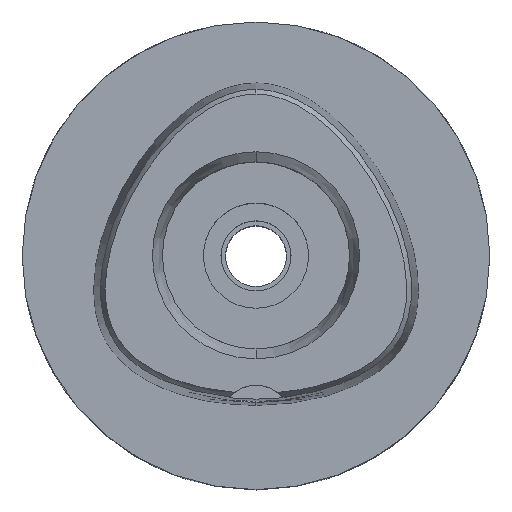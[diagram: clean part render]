
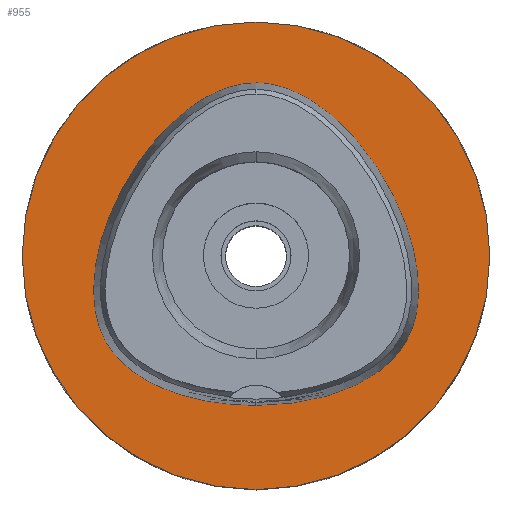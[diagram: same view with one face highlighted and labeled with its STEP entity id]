
A CAD part, top view. The second image highlights one B-rep face of the part: STEP entity #955.
In plain terms, the highlighted planar face has unit normal (0, 0, 1).
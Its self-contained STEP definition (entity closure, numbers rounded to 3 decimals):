
#136 = CIRCLE ( 'NONE', #1283, 40. ) ;
#184 = CARTESIAN_POINT ( 'NONE',  ( 26.349, -13.395, 0. ) ) ;
#189 = CARTESIAN_POINT ( 'NONE',  ( 0., 29.575, 0. ) ) ;
#249 = CARTESIAN_POINT ( 'NONE',  ( 0., 40., 0. ) ) ;
#265 = CARTESIAN_POINT ( 'NONE',  ( 11.74, -24.136, 0. ) ) ;
#295 = CARTESIAN_POINT ( 'NONE',  ( -15.298, -22.965, 0. ) ) ;
#323 = CARTESIAN_POINT ( 'NONE',  ( 0., 0., 0. ) ) ;
#438 = ORIENTED_EDGE ( 'NONE', *, *, #2840, .F. ) ;
#568 = CARTESIAN_POINT ( 'NONE',  ( 23.433, -17.764, 0. ) ) ;
#591 = CARTESIAN_POINT ( 'NONE',  ( 27.537, -1.766, 0. ) ) ;
#955 = ADVANCED_FACE ( 'NONE', ( #5057, #3475 ), #2699, .F. ) ;
#973 = CARTESIAN_POINT ( 'NONE',  ( 3.149, 29.34, 0. ) ) ;
#978 = CARTESIAN_POINT ( 'NONE',  ( -18.55, -21.454, 0. ) ) ;
#999 = CARTESIAN_POINT ( 'NONE',  ( 27.684, -8.752, 0. ) ) ;
#1005 = CARTESIAN_POINT ( 'NONE',  ( -23.433, -17.764, 0. ) ) ;
#1035 = CARTESIAN_POINT ( 'NONE',  ( -25.209, 6.827, 0. ) ) ;
#1058 = CARTESIAN_POINT ( 'NONE',  ( 27.101, -11.411, 0. ) ) ;
#1128 = EDGE_LOOP ( 'NONE', ( #438, #2671 ) ) ;
#1138 = DIRECTION ( 'NONE',  ( 0., -1., 0. ) ) ;
#1211 = EDGE_LOOP ( 'NONE', ( #2051, #2899 ) ) ;
#1283 = AXIS2_PLACEMENT_3D ( 'NONE', #5001, #2539, #2619 ) ;
#1288 = AXIS2_PLACEMENT_3D ( 'NONE', #4337, #2702, #4262 ) ;
#1360 = CARTESIAN_POINT ( 'NONE',  ( 13.218, 24.044, 0. ) ) ;
#1426 = EDGE_CURVE ( 'NONE', #4817, #4561, #136, .T. ) ;
#1432 = EDGE_CURVE ( 'NONE', #1907, #1895, #1991, .T. ) ;
#1437 = CARTESIAN_POINT ( 'NONE',  ( 24.775, -16.122, 0. ) ) ;
#1669 = CARTESIAN_POINT ( 'NONE',  ( 0., -25.575, 0. ) ) ;
#1766 = CARTESIAN_POINT ( 'NONE',  ( -3.149, 29.34, 0. ) ) ;
#1794 = CARTESIAN_POINT ( 'NONE',  ( -6.692, -25.245, 0. ) ) ;
#1817 = CARTESIAN_POINT ( 'NONE',  ( 17.753, 19.522, 0. ) ) ;
#1842 = CARTESIAN_POINT ( 'NONE',  ( 18.55, -21.454, 0. ) ) ;
#1848 = CARTESIAN_POINT ( 'NONE',  ( -27.855, -5.338, 0. ) ) ;
#1895 = VERTEX_POINT ( 'NONE', #3244 ) ;
#1907 = VERTEX_POINT ( 'NONE', #1669 ) ;
#1991 = B_SPLINE_CURVE_WITH_KNOTS ( 'NONE', 3,
 ( #2234, #4203, #2949, #265, #4559, #1842, #4532, #568, #1437, #3032, #184, #1058, #999, #2589, #591, #2923, #4226, #2151, #1817, #1360, #3387, #4172, #973, #4145, #2645 ),
 .UNSPECIFIED., .F., .F.,
 ( 4, 1, 1, 1, 1, 1, 1, 1, 1, 1, 1, 1, 1, 1, 1, 1, 1, 1, 1, 1, 1, 1, 4 ),
 ( 0., 0.083, 0.125, 0.167, 0.208, 0.25, 0.292, 0.313, 0.333, 0.354, 0.375, 0.417, 0.458, 0.5, 0.542, 0.583, 0.667, 0.75, 0.833, 0.875, 0.917, 0.958, 1. ),
 .UNSPECIFIED. ) ;
#2051 = ORIENTED_EDGE ( 'NONE', *, *, #1426, .F. ) ;
#2080 = AXIS2_PLACEMENT_3D ( 'NONE', #323, #4359, #1138 ) ;
#2151 = CARTESIAN_POINT ( 'NONE',  ( 22.339, 12.897, 0. ) ) ;
#2155 = CARTESIAN_POINT ( 'NONE',  ( -22.339, 12.897, 0. ) ) ;
#2234 = CARTESIAN_POINT ( 'NONE',  ( 0., -25.575, 0. ) ) ;
#2539 = DIRECTION ( 'NONE',  ( 0., 0., -1. ) ) ;
#2544 = CARTESIAN_POINT ( 'NONE',  ( -25.638, -14.802, 0. ) ) ;
#2568 = CARTESIAN_POINT ( 'NONE',  ( -2.677, -25.575, 0. ) ) ;
#2589 = CARTESIAN_POINT ( 'NONE',  ( 27.855, -5.338, 0. ) ) ;
#2619 = DIRECTION ( 'NONE',  ( 0., 1., 0. ) ) ;
#2645 = CARTESIAN_POINT ( 'NONE',  ( 0., 29.575, 0. ) ) ;
#2671 = ORIENTED_EDGE ( 'NONE', *, *, #1432, .F. ) ;
#2699 = PLANE ( 'NONE',  #2080 ) ;
#2702 = DIRECTION ( 'NONE',  ( 0., 0., -1. ) ) ;
#2840 = EDGE_CURVE ( 'NONE', #1895, #1907, #3706, .T. ) ;
#2899 = ORIENTED_EDGE ( 'NONE', *, *, #4400, .F. ) ;
#2923 = CARTESIAN_POINT ( 'NONE',  ( 26.772, 1.9, 0. ) ) ;
#2927 = CARTESIAN_POINT ( 'NONE',  ( -17.753, 19.522, 0. ) ) ;
#2949 = CARTESIAN_POINT ( 'NONE',  ( 6.692, -25.245, 0. ) ) ;
#2955 = CARTESIAN_POINT ( 'NONE',  ( -13.218, 24.044, 0. ) ) ;
#3032 = CARTESIAN_POINT ( 'NONE',  ( 25.638, -14.802, 0. ) ) ;
#3039 = CARTESIAN_POINT ( 'NONE',  ( -24.775, -16.122, 0. ) ) ;
#3218 = CARTESIAN_POINT ( 'NONE',  ( 0., -40., 0. ) ) ;
#3244 = CARTESIAN_POINT ( 'NONE',  ( 0., 29.575, 0. ) ) ;
#3336 = CARTESIAN_POINT ( 'NONE',  ( -26.772, 1.9, 0. ) ) ;
#3387 = CARTESIAN_POINT ( 'NONE',  ( 9.305, 26.792, 0. ) ) ;
#3475 = FACE_BOUND ( 'NONE', #1128, .T. ) ;
#3706 = B_SPLINE_CURVE_WITH_KNOTS ( 'NONE', 3,
 ( #189, #4564, #1766, #3815, #4592, #2955, #2927, #2155, #1035, #3336, #4926, #1848, #3840, #4152, #4538, #2544, #3039, #1005, #5007, #978, #295, #3756, #1794, #2568, #4209 ),
 .UNSPECIFIED., .F., .F.,
 ( 4, 1, 1, 1, 1, 1, 1, 1, 1, 1, 1, 1, 1, 1, 1, 1, 1, 1, 1, 1, 1, 1, 4 ),
 ( 0., 0.042, 0.083, 0.125, 0.167, 0.25, 0.333, 0.417, 0.458, 0.5, 0.542, 0.583, 0.625, 0.646, 0.667, 0.688, 0.708, 0.75, 0.792, 0.833, 0.875, 0.917, 1. ),
 .UNSPECIFIED. ) ;
#3756 = CARTESIAN_POINT ( 'NONE',  ( -11.74, -24.136, 0. ) ) ;
#3776 = CIRCLE ( 'NONE', #1288, 40. ) ;
#3815 = CARTESIAN_POINT ( 'NONE',  ( -6.262, 28.351, 0. ) ) ;
#3840 = CARTESIAN_POINT ( 'NONE',  ( -27.684, -8.752, 0. ) ) ;
#4145 = CARTESIAN_POINT ( 'NONE',  ( 1.05, 29.575, 0. ) ) ;
#4152 = CARTESIAN_POINT ( 'NONE',  ( -27.101, -11.411, 0. ) ) ;
#4172 = CARTESIAN_POINT ( 'NONE',  ( 6.262, 28.351, 0. ) ) ;
#4203 = CARTESIAN_POINT ( 'NONE',  ( 2.677, -25.575, 0. ) ) ;
#4209 = CARTESIAN_POINT ( 'NONE',  ( 0., -25.575, 0. ) ) ;
#4226 = CARTESIAN_POINT ( 'NONE',  ( 25.209, 6.827, 0. ) ) ;
#4262 = DIRECTION ( 'NONE',  ( 0., -1., 0. ) ) ;
#4337 = CARTESIAN_POINT ( 'NONE',  ( 0., 0., 0. ) ) ;
#4359 = DIRECTION ( 'NONE',  ( 0., 0., -1. ) ) ;
#4400 = EDGE_CURVE ( 'NONE', #4561, #4817, #3776, .T. ) ;
#4532 = CARTESIAN_POINT ( 'NONE',  ( 21.421, -19.599, 0. ) ) ;
#4538 = CARTESIAN_POINT ( 'NONE',  ( -26.349, -13.395, 0. ) ) ;
#4559 = CARTESIAN_POINT ( 'NONE',  ( 15.298, -22.965, 0. ) ) ;
#4561 = VERTEX_POINT ( 'NONE', #3218 ) ;
#4564 = CARTESIAN_POINT ( 'NONE',  ( -1.05, 29.575, 0. ) ) ;
#4592 = CARTESIAN_POINT ( 'NONE',  ( -9.305, 26.792, 0. ) ) ;
#4817 = VERTEX_POINT ( 'NONE', #249 ) ;
#4926 = CARTESIAN_POINT ( 'NONE',  ( -27.537, -1.766, 0. ) ) ;
#5001 = CARTESIAN_POINT ( 'NONE',  ( 0., 0., 0. ) ) ;
#5007 = CARTESIAN_POINT ( 'NONE',  ( -21.421, -19.599, 0. ) ) ;
#5057 = FACE_OUTER_BOUND ( 'NONE', #1211, .T. ) ;
